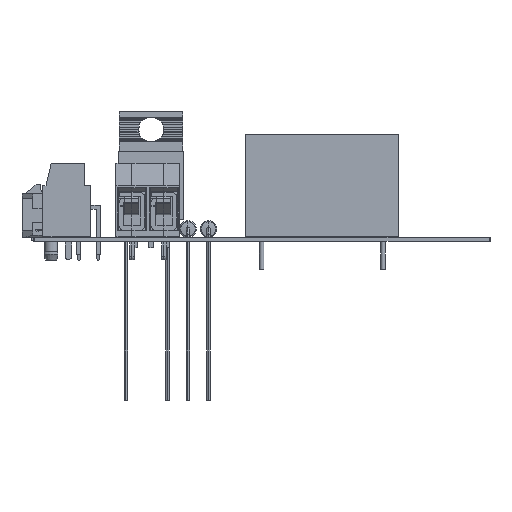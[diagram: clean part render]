
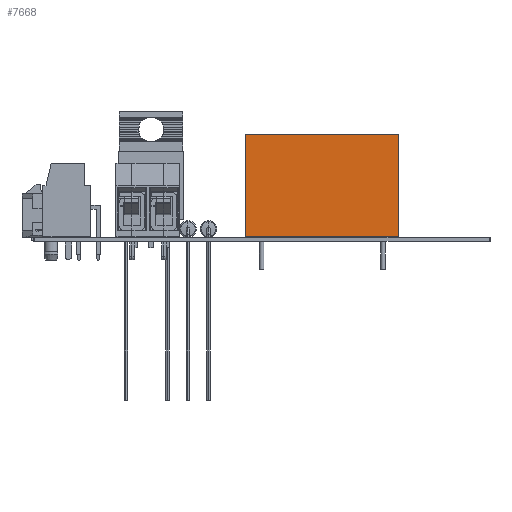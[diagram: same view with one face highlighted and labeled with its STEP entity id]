
A CAD part, left-side view. The second image highlights one B-rep face of the part: STEP entity #7668.
In plain terms, the highlighted face is planar.
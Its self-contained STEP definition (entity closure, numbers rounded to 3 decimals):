
#7668 = ADVANCED_FACE('',(#7669),#7703,.T.);
#7669 = FACE_BOUND('',#7670,.T.);
#7670 = EDGE_LOOP('',(#7671,#7681,#7689,#7697));
#7671 = ORIENTED_EDGE('',*,*,#7672,.T.);
#7672 = EDGE_CURVE('',#7673,#7675,#7677,.T.);
#7673 = VERTEX_POINT('',#7674);
#7674 = CARTESIAN_POINT('',(-11.65,3.05,0.));
#7675 = VERTEX_POINT('',#7676);
#7676 = CARTESIAN_POINT('',(-11.65,3.05,16.));
#7677 = LINE('',#7678,#7679);
#7678 = CARTESIAN_POINT('',(-11.65,3.05,0.));
#7679 = VECTOR('',#7680,1.);
#7680 = DIRECTION('',(0.,0.,1.));
#7681 = ORIENTED_EDGE('',*,*,#7682,.T.);
#7682 = EDGE_CURVE('',#7675,#7683,#7685,.T.);
#7683 = VERTEX_POINT('',#7684);
#7684 = CARTESIAN_POINT('',(12.35,3.05,16.));
#7685 = LINE('',#7686,#7687);
#7686 = CARTESIAN_POINT('',(-11.65,3.05,16.));
#7687 = VECTOR('',#7688,1.);
#7688 = DIRECTION('',(1.,0.,0.));
#7689 = ORIENTED_EDGE('',*,*,#7690,.F.);
#7690 = EDGE_CURVE('',#7691,#7683,#7693,.T.);
#7691 = VERTEX_POINT('',#7692);
#7692 = CARTESIAN_POINT('',(12.35,3.05,0.));
#7693 = LINE('',#7694,#7695);
#7694 = CARTESIAN_POINT('',(12.35,3.05,0.));
#7695 = VECTOR('',#7696,1.);
#7696 = DIRECTION('',(0.,0.,1.));
#7697 = ORIENTED_EDGE('',*,*,#7698,.F.);
#7698 = EDGE_CURVE('',#7673,#7691,#7699,.T.);
#7699 = LINE('',#7700,#7701);
#7700 = CARTESIAN_POINT('',(-11.65,3.05,0.));
#7701 = VECTOR('',#7702,1.);
#7702 = DIRECTION('',(1.,0.,0.));
#7703 = PLANE('',#7704);
#7704 = AXIS2_PLACEMENT_3D('',#7705,#7706,#7707);
#7705 = CARTESIAN_POINT('',(-11.65,3.05,0.));
#7706 = DIRECTION('',(0.,1.,0.));
#7707 = DIRECTION('',(1.,0.,0.));
